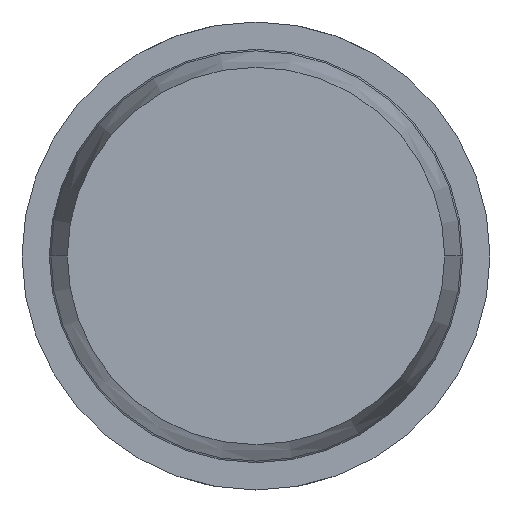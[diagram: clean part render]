
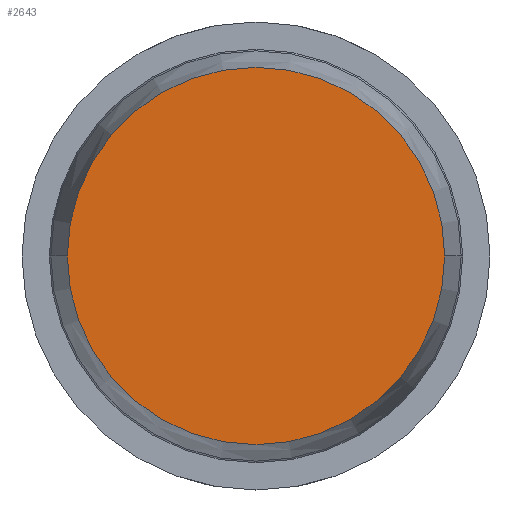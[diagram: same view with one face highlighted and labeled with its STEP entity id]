
A CAD part, front view. The second image highlights one B-rep face of the part: STEP entity #2643.
In plain terms, the highlighted planar face has unit normal (0, -1, 0).
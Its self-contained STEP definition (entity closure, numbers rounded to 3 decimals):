
#50 = CARTESIAN_POINT ( 'NONE',  ( 0., -19., 0. ) ) ;
#530 = AXIS2_PLACEMENT_3D ( 'NONE', #2787, #2436, #3150 ) ;
#568 = ORIENTED_EDGE ( 'NONE', *, *, #3007, .T. ) ;
#730 = VERTEX_POINT ( 'NONE', #889 ) ;
#889 = CARTESIAN_POINT ( 'NONE',  ( 1.209, -19., 0. ) ) ;
#953 = CARTESIAN_POINT ( 'NONE',  ( 0., -19., 0. ) ) ;
#1325 = DIRECTION ( 'NONE',  ( 0., -1., 0. ) ) ;
#1364 = AXIS2_PLACEMENT_3D ( 'NONE', #953, #1325, #1669 ) ;
#1481 = DIRECTION ( 'NONE',  ( 1., 0., 0. ) ) ;
#1669 = DIRECTION ( 'NONE',  ( 1., 0., 0. ) ) ;
#1871 = DIRECTION ( 'NONE',  ( 0., -1., 0. ) ) ;
#2141 = EDGE_LOOP ( 'NONE', ( #568, #4105 ) ) ;
#2436 = DIRECTION ( 'NONE',  ( 0., -1., 0. ) ) ;
#2512 = VERTEX_POINT ( 'NONE', #3792 ) ;
#2580 = CIRCLE ( 'NONE', #530, 1.209 ) ;
#2643 = ADVANCED_FACE ( 'Defeature ausgef�hrt1_2', ( #3859 ), #3222, .T. ) ;
#2787 = CARTESIAN_POINT ( 'NONE',  ( 0., -19., 0. ) ) ;
#3007 = EDGE_CURVE ( 'Defeature ausgef�hrt1_2+Defeature ausgef�hrt1_11+Defeature ausgef�hrt1_11+Defeature ausgef�hrt1_11', #2512, #730, #3420, .T. ) ;
#3123 = AXIS2_PLACEMENT_3D ( 'NONE', #50, #1871, #1481 ) ;
#3150 = DIRECTION ( 'NONE',  ( 1., 0., 0. ) ) ;
#3222 = PLANE ( 'NONE',  #3123 ) ;
#3420 = CIRCLE ( 'NONE', #1364, 1.209 ) ;
#3792 = CARTESIAN_POINT ( 'NONE',  ( -1.209, -19., 0. ) ) ;
#3859 = FACE_OUTER_BOUND ( 'NONE', #2141, .T. ) ;
#4105 = ORIENTED_EDGE ( 'NONE', *, *, #4544, .T. ) ;
#4544 = EDGE_CURVE ( 'Defeature ausgef�hrt1_2+Defeature ausgef�hrt1_11+Defeature ausgef�hrt1_11+Defeature ausgef�hrt1_11', #730, #2512, #2580, .T. ) ;
